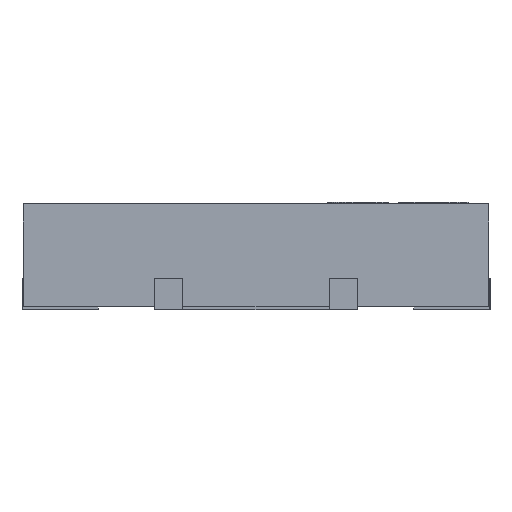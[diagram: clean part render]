
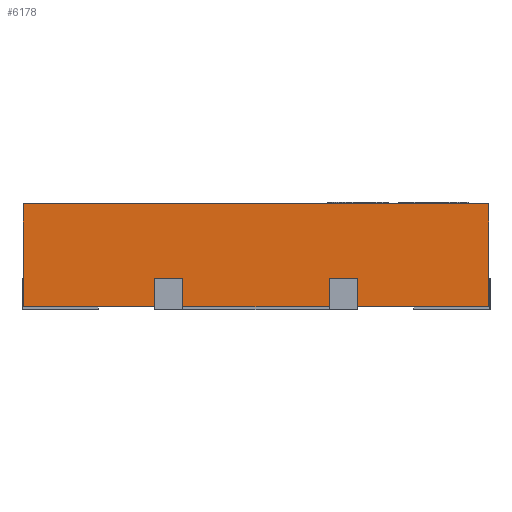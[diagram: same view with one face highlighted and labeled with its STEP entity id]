
A CAD part, front view. The second image highlights one B-rep face of the part: STEP entity #6178.
In plain terms, the highlighted planar face has unit normal (0, -1, 0).
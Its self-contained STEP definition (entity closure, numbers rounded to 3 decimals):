
#236 = VECTOR ( 'NONE', #2918, 1000. ) ;
#258 = DIRECTION ( 'NONE',  ( 0., 1., 0. ) ) ;
#308 = ORIENTED_EDGE ( 'NONE', *, *, #13674, .F. ) ;
#429 = EDGE_CURVE ( 'NONE', #3299, #590, #6491, .T. ) ;
#483 = EDGE_CURVE ( 'NONE', #11829, #5786, #13606, .T. ) ;
#555 = CARTESIAN_POINT ( 'NONE',  ( 1.65, -1.65, 0. ) ) ;
#590 = VERTEX_POINT ( 'NONE', #3924 ) ;
#720 = VERTEX_POINT ( 'NONE', #5808 ) ;
#888 = LINE ( 'NONE', #13335, #7002 ) ;
#1053 = CARTESIAN_POINT ( 'NONE',  ( -1.65, -1.65, 0.2 ) ) ;
#1096 = VECTOR ( 'NONE', #4397, 1000. ) ;
#1319 = FACE_OUTER_BOUND ( 'NONE', #2657, .T. ) ;
#1405 = ORIENTED_EDGE ( 'NONE', *, *, #6613, .T. ) ;
#1641 = ORIENTED_EDGE ( 'NONE', *, *, #8884, .T. ) ;
#1714 = VERTEX_POINT ( 'NONE', #13738 ) ;
#1865 = DIRECTION ( 'NONE',  ( 0., 0., -1. ) ) ;
#1998 = VERTEX_POINT ( 'NONE', #12513 ) ;
#2056 = DIRECTION ( 'NONE',  ( 1., 0., 0. ) ) ;
#2091 = DIRECTION ( 'NONE',  ( 1., 0., 0. ) ) ;
#2605 = VECTOR ( 'NONE', #3310, 1000. ) ;
#2631 = DIRECTION ( 'NONE',  ( 0., 0., -1. ) ) ;
#2657 = EDGE_LOOP ( 'NONE', ( #10849, #12517, #11883, #9907, #6423, #11136, #1641, #308, #10899, #2988, #1405, #7192 ) ) ;
#2833 = CARTESIAN_POINT ( 'NONE',  ( 0.72, -1.65, 0. ) ) ;
#2858 = VECTOR ( 'NONE', #2631, 1000. ) ;
#2918 = DIRECTION ( 'NONE',  ( 1., 0., 0. ) ) ;
#2988 = ORIENTED_EDGE ( 'NONE', *, *, #4846, .T. ) ;
#3299 = VERTEX_POINT ( 'NONE', #6993 ) ;
#3310 = DIRECTION ( 'NONE',  ( 0., 0., 1. ) ) ;
#3315 = CARTESIAN_POINT ( 'NONE',  ( 0.72, -1.65, 0.73 ) ) ;
#3420 = DIRECTION ( 'NONE',  ( 1., 0., 0. ) ) ;
#3443 = EDGE_CURVE ( 'NONE', #11921, #1998, #888, .T. ) ;
#3536 = EDGE_CURVE ( 'NONE', #720, #11829, #14708, .T. ) ;
#3597 = VECTOR ( 'NONE', #14495, 1000. ) ;
#3924 = CARTESIAN_POINT ( 'NONE',  ( -0.72, -1.65, 0.2 ) ) ;
#4146 = LINE ( 'NONE', #14424, #8098 ) ;
#4288 = CARTESIAN_POINT ( 'NONE',  ( -0.52, -1.65, 0.73 ) ) ;
#4320 = LINE ( 'NONE', #7816, #2605 ) ;
#4397 = DIRECTION ( 'NONE',  ( 0., 0., 1. ) ) ;
#4399 = LINE ( 'NONE', #3315, #5402 ) ;
#4572 = CARTESIAN_POINT ( 'NONE',  ( 0.52, -1.65, 0.2 ) ) ;
#4846 = EDGE_CURVE ( 'NONE', #5675, #1714, #8204, .T. ) ;
#5171 = CARTESIAN_POINT ( 'NONE',  ( 1.65, -1.65, 0.73 ) ) ;
#5277 = DIRECTION ( 'NONE',  ( 1., 0., 0. ) ) ;
#5402 = VECTOR ( 'NONE', #12490, 1000. ) ;
#5675 = VERTEX_POINT ( 'NONE', #12989 ) ;
#5786 = VERTEX_POINT ( 'NONE', #9764 ) ;
#5798 = EDGE_CURVE ( 'NONE', #5675, #6827, #4146, .T. ) ;
#5800 = CARTESIAN_POINT ( 'NONE',  ( -1.65, -1.65, 0.73 ) ) ;
#5808 = CARTESIAN_POINT ( 'NONE',  ( -0.52, -1.65, 0.2 ) ) ;
#5910 = PLANE ( 'NONE',  #12371 ) ;
#6178 = ADVANCED_FACE ( 'NONE', ( #1319 ), #5910, .F. ) ;
#6248 = LINE ( 'NONE', #14431, #236 ) ;
#6423 = ORIENTED_EDGE ( 'NONE', *, *, #3443, .T. ) ;
#6491 = LINE ( 'NONE', #13299, #1096 ) ;
#6613 = EDGE_CURVE ( 'NONE', #1714, #3299, #6248, .T. ) ;
#6827 = VERTEX_POINT ( 'NONE', #5171 ) ;
#6993 = CARTESIAN_POINT ( 'NONE',  ( -0.72, -1.65, 0. ) ) ;
#7002 = VECTOR ( 'NONE', #2091, 1000. ) ;
#7168 = VECTOR ( 'NONE', #3420, 1000. ) ;
#7192 = ORIENTED_EDGE ( 'NONE', *, *, #429, .T. ) ;
#7344 = LINE ( 'NONE', #7505, #13365 ) ;
#7348 = VERTEX_POINT ( 'NONE', #555 ) ;
#7505 = CARTESIAN_POINT ( 'NONE',  ( 1.65, -1.65, 0.73 ) ) ;
#7816 = CARTESIAN_POINT ( 'NONE',  ( 0.52, -1.65, 0.73 ) ) ;
#8098 = VECTOR ( 'NONE', #5277, 1000. ) ;
#8204 = LINE ( 'NONE', #14056, #2858 ) ;
#8884 = EDGE_CURVE ( 'NONE', #13652, #7348, #14767, .T. ) ;
#9357 = DIRECTION ( 'NONE',  ( 0., 0., 1. ) ) ;
#9394 = VECTOR ( 'NONE', #1865, 1000. ) ;
#9764 = CARTESIAN_POINT ( 'NONE',  ( 0.52, -1.65, 0. ) ) ;
#9851 = DIRECTION ( 'NONE',  ( 0., 0., -1. ) ) ;
#9907 = ORIENTED_EDGE ( 'NONE', *, *, #11369, .T. ) ;
#10260 = EDGE_CURVE ( 'NONE', #1998, #13652, #4399, .T. ) ;
#10603 = VECTOR ( 'NONE', #2056, 1000. ) ;
#10849 = ORIENTED_EDGE ( 'NONE', *, *, #13833, .T. ) ;
#10899 = ORIENTED_EDGE ( 'NONE', *, *, #5798, .F. ) ;
#11018 = LINE ( 'NONE', #1053, #3597 ) ;
#11136 = ORIENTED_EDGE ( 'NONE', *, *, #10260, .T. ) ;
#11369 = EDGE_CURVE ( 'NONE', #5786, #11921, #4320, .T. ) ;
#11829 = VERTEX_POINT ( 'NONE', #13487 ) ;
#11883 = ORIENTED_EDGE ( 'NONE', *, *, #483, .T. ) ;
#11921 = VERTEX_POINT ( 'NONE', #4572 ) ;
#12324 = CARTESIAN_POINT ( 'NONE',  ( -1.65, -1.65, 0. ) ) ;
#12371 = AXIS2_PLACEMENT_3D ( 'NONE', #5800, #258, #9357 ) ;
#12490 = DIRECTION ( 'NONE',  ( 0., 0., -1. ) ) ;
#12513 = CARTESIAN_POINT ( 'NONE',  ( 0.72, -1.65, 0.2 ) ) ;
#12517 = ORIENTED_EDGE ( 'NONE', *, *, #3536, .T. ) ;
#12989 = CARTESIAN_POINT ( 'NONE',  ( -1.65, -1.65, 0.73 ) ) ;
#13299 = CARTESIAN_POINT ( 'NONE',  ( -0.72, -1.65, 0.73 ) ) ;
#13335 = CARTESIAN_POINT ( 'NONE',  ( -1.65, -1.65, 0.2 ) ) ;
#13365 = VECTOR ( 'NONE', #9851, 1000. ) ;
#13487 = CARTESIAN_POINT ( 'NONE',  ( -0.52, -1.65, 0. ) ) ;
#13606 = LINE ( 'NONE', #12324, #10603 ) ;
#13646 = CARTESIAN_POINT ( 'NONE',  ( -1.65, -1.65, 0. ) ) ;
#13652 = VERTEX_POINT ( 'NONE', #2833 ) ;
#13674 = EDGE_CURVE ( 'NONE', #6827, #7348, #7344, .T. ) ;
#13738 = CARTESIAN_POINT ( 'NONE',  ( -1.65, -1.65, 0. ) ) ;
#13833 = EDGE_CURVE ( 'NONE', #590, #720, #11018, .T. ) ;
#14056 = CARTESIAN_POINT ( 'NONE',  ( -1.65, -1.65, 0.73 ) ) ;
#14424 = CARTESIAN_POINT ( 'NONE',  ( -1.65, -1.65, 0.73 ) ) ;
#14431 = CARTESIAN_POINT ( 'NONE',  ( -1.65, -1.65, 0. ) ) ;
#14495 = DIRECTION ( 'NONE',  ( 1., 0., 0. ) ) ;
#14708 = LINE ( 'NONE', #4288, #9394 ) ;
#14767 = LINE ( 'NONE', #13646, #7168 ) ;
